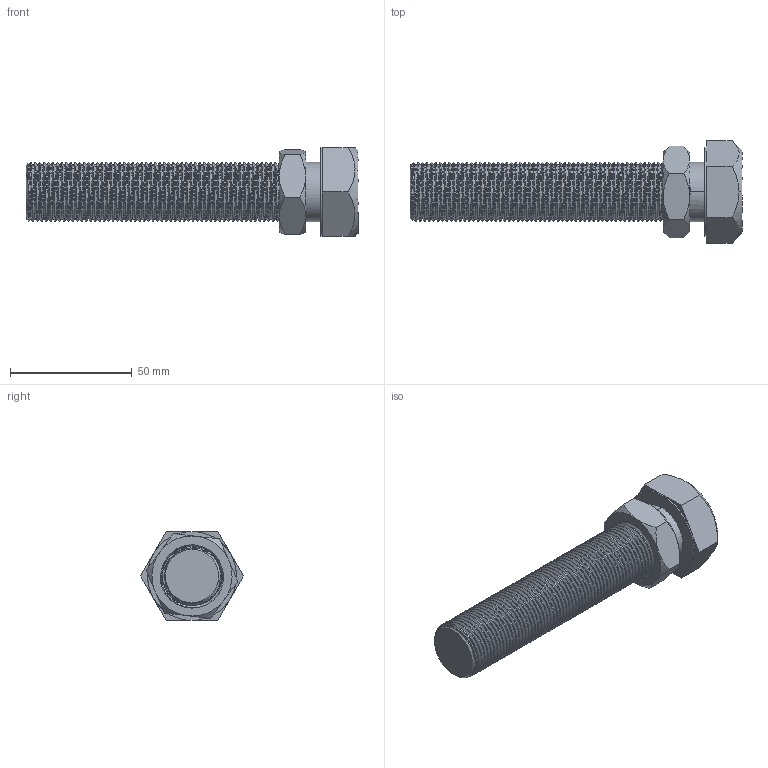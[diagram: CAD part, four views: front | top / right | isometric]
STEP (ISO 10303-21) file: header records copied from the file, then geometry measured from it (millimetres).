
FILE_DESCRIPTION(('FreeCAD Model'),'2;1');
FILE_NAME('Open CASCADE Shape Model','2025-05-09T14:10:25',('FreeCAD'),( 'FreeCAD'),'Open CASCADE STEP processor 7.6','FreeCAD','Unknown');
FILE_SCHEMA(('AUTOMOTIVE_DESIGN { 1 0 10303 214 1 1 1 1 }'));
Length unit declared in the file: millimetre
Products named in the file (1): Open CASCADE STEP translator 7.6 1
Bounding box: 136.13 x 42.11 x 36.46 mm (x, y, z)
Volume: 72957.2 mm3; surface area: 21479.9 mm2
Topology: 2 solids, 2 shells, 324 faces, 904 edges, 594 vertices
Faces by surface type: bspline 324
Entity records: 22367 total; most frequent: CARTESIAN_POINT 17298, ORIENTED_EDGE 1808, EDGE_CURVE 904, VERTEX_POINT 594, B_SPLINE_CURVE_WITH_KNOTS 592, FACE_BOUND 336, EDGE_LOOP 336, ADVANCED_FACE 324
